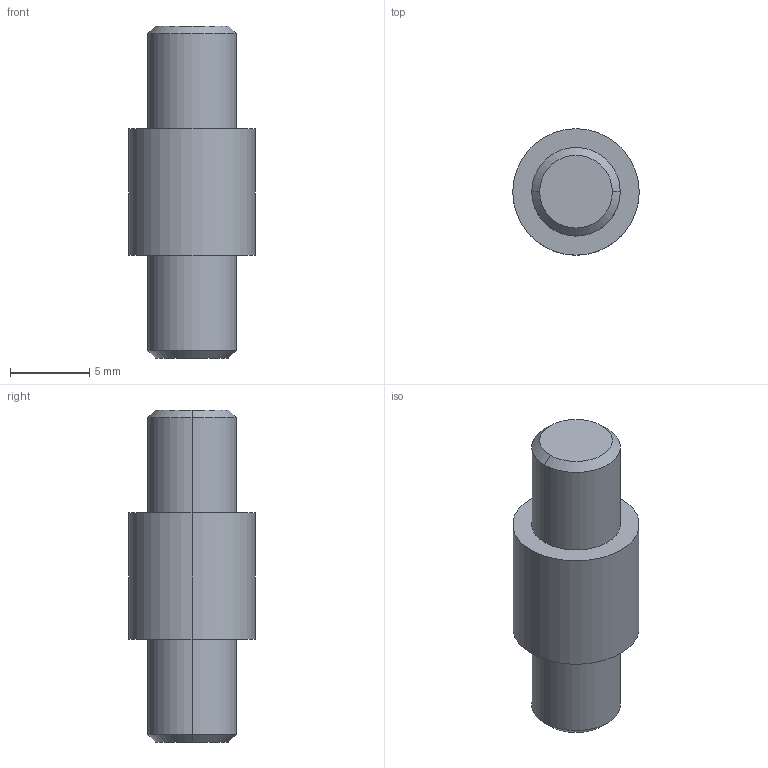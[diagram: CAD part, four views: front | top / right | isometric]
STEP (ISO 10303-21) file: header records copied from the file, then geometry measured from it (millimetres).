
FILE_DESCRIPTION (( 'STEP AP203' ), '1' );
FILE_NAME ('27-STIFT-OR.step', '2019-08-08T11:21:54', ( '' ), ( '' ), 'SwSTEP 2.0', 'SolidWorks 2015', '' );
FILE_SCHEMA (( 'CONFIG_CONTROL_DESIGN' ));
Length unit declared in the file: millimetre
Products named in the file (3): 27-Stift Teil1_27-STIFT-OR Teil1; 27-Stift Teil2_27-STIFT-OR Teil2; 27-STIFT-OR
Assembly tree (2 placements, depth 2):
  27-STIFT-OR
    27-Stift Teil1_27-STIFT-OR Teil1
    27-Stift Teil2_27-STIFT-OR Teil2
Bounding box: 8 x 8 x 21 mm (x, y, z)
Volume: 718.2 mm3; surface area: 802.8 mm2
Topology: 2 solids, 2 shells, 237 faces, 623 edges, 414 vertices
Faces by surface type: plane 145, bspline 82, cylinder 6, cone 4
Entity records: 11746 total; most frequent: CARTESIAN_POINT 6129, ORIENTED_EDGE 1246, DIRECTION 795, EDGE_CURVE 623, LINE 443, VECTOR 443, VERTEX_POINT 414, EDGE_LOOP 263
